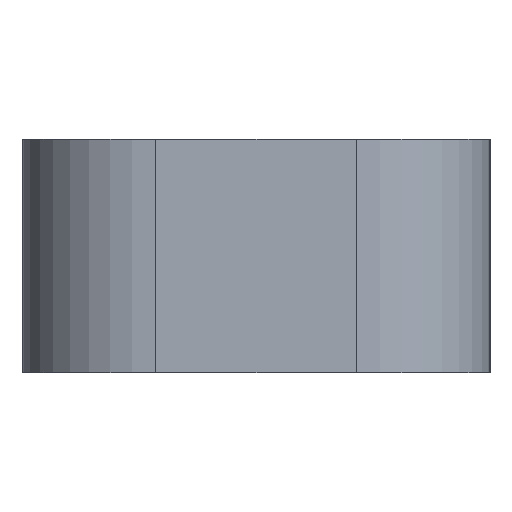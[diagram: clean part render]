
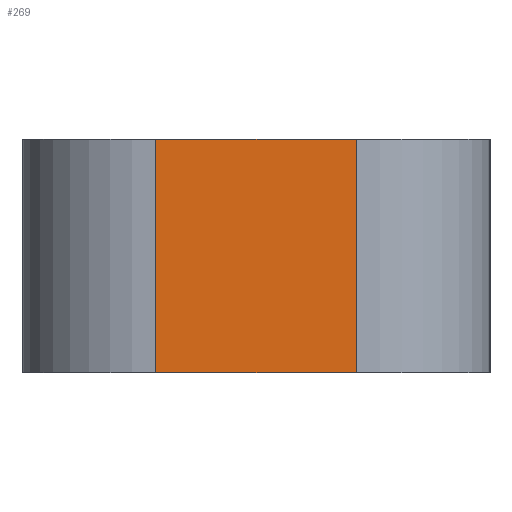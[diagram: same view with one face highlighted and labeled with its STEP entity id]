
A CAD part, left-side view. The second image highlights one B-rep face of the part: STEP entity #269.
In plain terms, the highlighted planar face has unit normal (-1, 0, 0).
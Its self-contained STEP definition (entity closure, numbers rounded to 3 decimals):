
#61 = EDGE_CURVE('',#62,#64,#66,.T.);
#62 = VERTEX_POINT('',#63);
#63 = CARTESIAN_POINT('',(-40.,-3.,0.));
#64 = VERTEX_POINT('',#65);
#65 = CARTESIAN_POINT('',(-40.,-3.,7.));
#66 = LINE('',#67,#68);
#67 = CARTESIAN_POINT('',(-40.,-3.,0.));
#68 = VECTOR('',#69,1.);
#69 = DIRECTION('',(0.,0.,1.));
#155 = VERTEX_POINT('',#156);
#156 = CARTESIAN_POINT('',(-40.,3.,0.));
#163 = EDGE_CURVE('',#155,#62,#164,.T.);
#164 = LINE('',#165,#166);
#165 = CARTESIAN_POINT('',(-40.,3.,0.));
#166 = VECTOR('',#167,1.);
#167 = DIRECTION('',(0.,-1.,0.));
#228 = VERTEX_POINT('',#229);
#229 = CARTESIAN_POINT('',(-40.,3.,7.));
#236 = EDGE_CURVE('',#228,#64,#237,.T.);
#237 = LINE('',#238,#239);
#238 = CARTESIAN_POINT('',(-40.,3.,7.));
#239 = VECTOR('',#240,1.);
#240 = DIRECTION('',(0.,-1.,0.));
#269 = ADVANCED_FACE('',(#270),#281,.F.);
#270 = FACE_BOUND('',#271,.F.);
#271 = EDGE_LOOP('',(#272,#278,#279,#280));
#272 = ORIENTED_EDGE('',*,*,#273,.T.);
#273 = EDGE_CURVE('',#155,#228,#274,.T.);
#274 = LINE('',#275,#276);
#275 = CARTESIAN_POINT('',(-40.,3.,0.));
#276 = VECTOR('',#277,1.);
#277 = DIRECTION('',(0.,0.,1.));
#278 = ORIENTED_EDGE('',*,*,#236,.T.);
#279 = ORIENTED_EDGE('',*,*,#61,.F.);
#280 = ORIENTED_EDGE('',*,*,#163,.F.);
#281 = PLANE('',#282);
#282 = AXIS2_PLACEMENT_3D('',#283,#284,#285);
#283 = CARTESIAN_POINT('',(-40.,3.,0.));
#284 = DIRECTION('',(1.,0.,0.));
#285 = DIRECTION('',(0.,-1.,0.));
